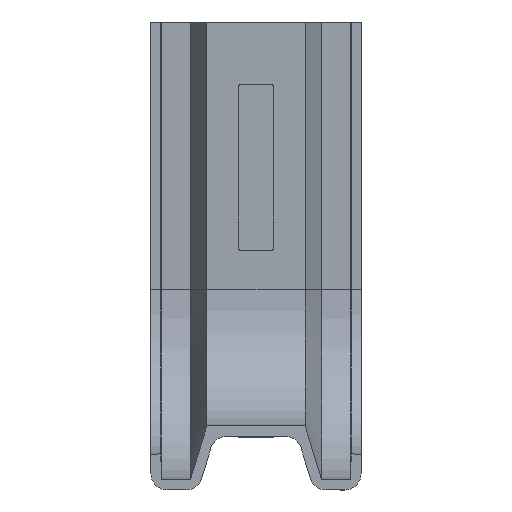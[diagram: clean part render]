
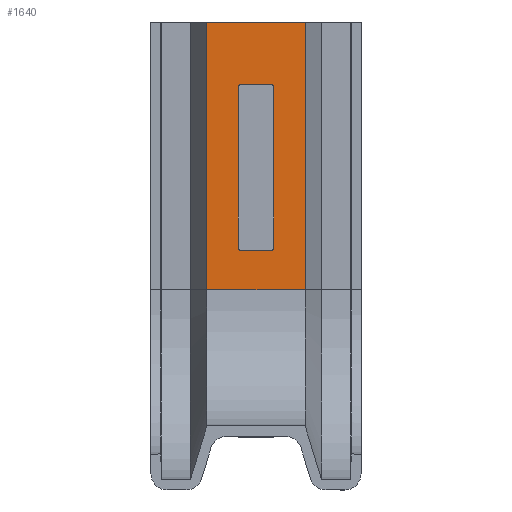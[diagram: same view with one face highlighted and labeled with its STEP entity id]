
A CAD part, front view. The second image highlights one B-rep face of the part: STEP entity #1640.
In plain terms, the highlighted planar face has unit normal (0, -1, -0.012).
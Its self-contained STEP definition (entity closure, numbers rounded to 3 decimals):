
#112=FACE_OUTER_BOUND('',#194,.T.);
#194=EDGE_LOOP('',(#1377,#1378,#1379,#1380));
#269=LINE('',#2581,#433);
#334=LINE('',#2771,#498);
#335=LINE('',#2774,#499);
#336=LINE('',#2775,#500);
#433=VECTOR('',#2022,1.);
#498=VECTOR('',#2219,1.);
#499=VECTOR('',#2222,1.);
#500=VECTOR('',#2223,1.);
#729=VERTEX_POINT('',#2578);
#730=VERTEX_POINT('',#2580);
#789=VERTEX_POINT('',#2769);
#790=VERTEX_POINT('',#2773);
#933=EDGE_CURVE('',#729,#730,#269,.T.);
#1029=EDGE_CURVE('',#789,#730,#334,.T.);
#1030=EDGE_CURVE('',#790,#789,#335,.T.);
#1031=EDGE_CURVE('',#790,#729,#336,.T.);
#1377=ORIENTED_EDGE('',*,*,#1030,.T.);
#1378=ORIENTED_EDGE('',*,*,#1029,.T.);
#1379=ORIENTED_EDGE('',*,*,#933,.F.);
#1380=ORIENTED_EDGE('',*,*,#1031,.F.);
#1569=PLANE('',#1816);
#1640=ADVANCED_FACE('',(#112),#1569,.T.);
#1816=AXIS2_PLACEMENT_3D('',#2772,#2220,#2221);
#2022=DIRECTION('',(1.,0.,0.));
#2219=DIRECTION('',(0.,-0.012,1.));
#2220=DIRECTION('center_axis',(0.,-1.,
-0.012));
#2221=DIRECTION('ref_axis',(1.,0.,0.));
#2222=DIRECTION('',(1.,0.,0.));
#2223=DIRECTION('',(0.,-0.012,1.));
#2578=CARTESIAN_POINT('',(39.588,181.713,105.476));
#2580=CARTESIAN_POINT('',(63.337,181.713,105.476));
#2581=CARTESIAN_POINT('',(63.337,181.713,105.476));
#2769=CARTESIAN_POINT('',(63.337,182.502,40.911));
#2771=CARTESIAN_POINT('',(63.337,182.502,40.911));
#2772=CARTESIAN_POINT('Origin',(39.588,182.502,40.911));
#2773=CARTESIAN_POINT('',(39.588,182.502,40.911));
#2774=CARTESIAN_POINT('',(63.337,182.502,40.911));
#2775=CARTESIAN_POINT('',(39.588,182.502,40.911));
